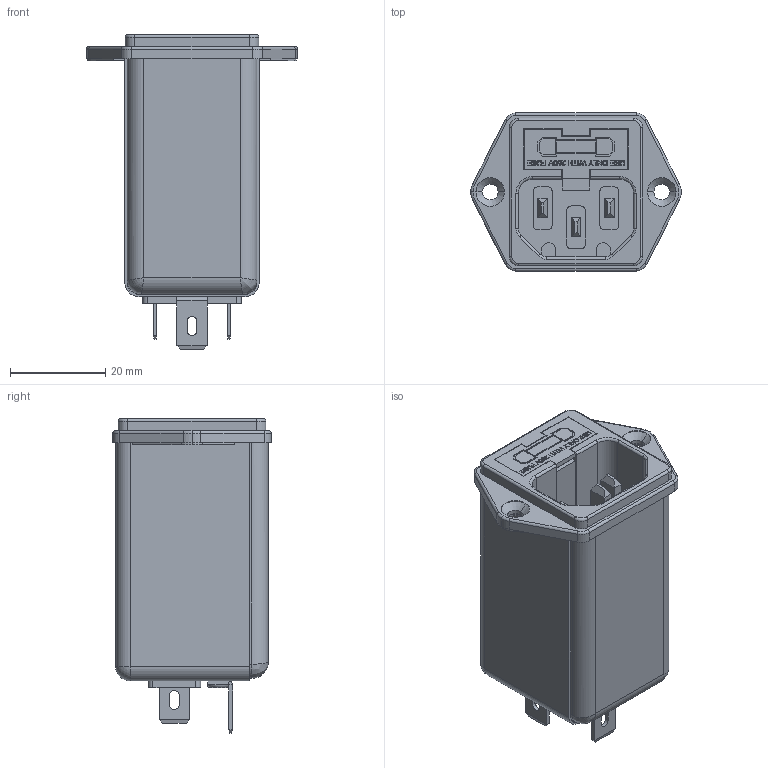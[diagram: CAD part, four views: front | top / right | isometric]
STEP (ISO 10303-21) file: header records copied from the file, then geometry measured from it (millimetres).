
FILE_DESCRIPTION (( 'STEP AP214' ), '1' );
FILE_NAME ('06BEEG3H.STEP', '2014-10-24T01:39:43', ( '' ), ( '' ), 'SwSTEP 2.0', 'SolidWorks 2011', '' );
FILE_SCHEMA (( 'AUTOMOTIVE_DESIGN' ));
Length unit declared in the file: millimetre
Products named in the file (15): 3350190200; 3240150000; 3320109800; 3320100000; 3350160700; 3350160600; 317800760001; 3120010500 ASSY T3.5_STD; 3110200200_STD; 335038010000; 3120030500; 3350160200_STD; 3030090100_STD; 3350141000; 06BEEG3H
Assembly tree (19 placements, depth 2):
  06BEEG3H
    3350141000  x3
    3350160200_STD
    3120030500
    3110200200_STD
    3120010500 ASSY T3.5_STD  x2
    317800760001
    3350160600
    3350160700
    3350190200  x3
    335038010000
    3320100000
    3240150000
    3320109800
    3030090100_STD
Bounding box: 44.2 x 33.2 x 66 mm (x, y, z)
Volume: 13728.8 mm3; surface area: 26747.1 mm2
Topology: 19 solids, 19 shells, 1201 faces, 3027 edges, 1885 vertices
Faces by surface type: plane 738, cylinder 305, bspline 86, torus 52, cone 16, sphere 4
Entity records: 35862 total; most frequent: CARTESIAN_POINT 10866, ORIENTED_EDGE 5180, DIRECTION 4820, EDGE_CURVE 2590, VECTOR 1862, LINE 1862, VERTEX_POINT 1643, AXIS2_PLACEMENT_3D 1479
